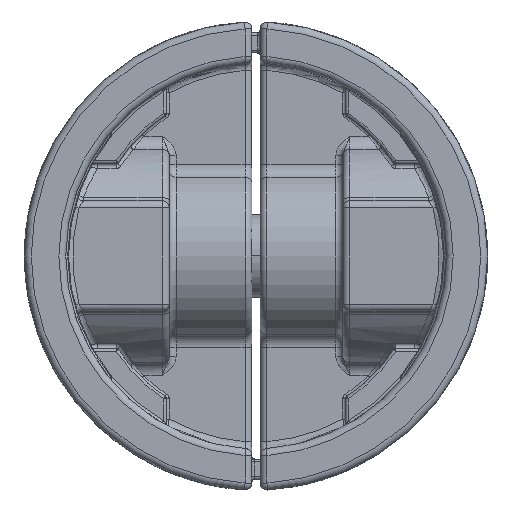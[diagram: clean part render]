
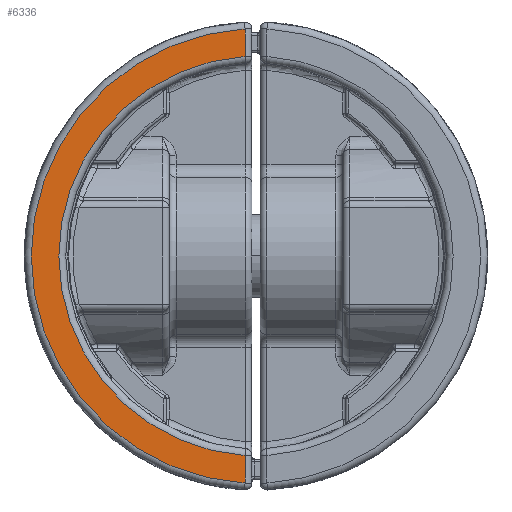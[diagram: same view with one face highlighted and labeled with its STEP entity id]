
A CAD part, left-side view. The second image highlights one B-rep face of the part: STEP entity #6336.
In plain terms, the highlighted face is planar.
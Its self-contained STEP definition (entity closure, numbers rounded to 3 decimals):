
#439 = ORIENTED_EDGE ( 'NONE', *, *, #1704, .T. ) ;
#481 = DIRECTION ( 'NONE',  ( 0., 0., 1. ) ) ;
#1424 = VERTEX_POINT ( 'NONE', #1564 ) ;
#1451 = CARTESIAN_POINT ( 'NONE',  ( 16.993, 45.75, -0.5 ) ) ;
#1564 = CARTESIAN_POINT ( 'NONE',  ( -16.47, 45.75, -0.5 ) ) ;
#1704 = EDGE_CURVE ( 'NONE', #4104, #4781, #6367, .T. ) ;
#1902 = CARTESIAN_POINT ( 'NONE',  ( 0., 45.75, 0.5 ) ) ;
#2064 = DIRECTION ( 'NONE',  ( 0., -1., 0. ) ) ;
#2187 = CARTESIAN_POINT ( 'NONE',  ( 0., 45.75, 0.5 ) ) ;
#2566 = DIRECTION ( 'NONE',  ( 1., 0., 0. ) ) ;
#3232 = DIRECTION ( 'NONE',  ( 0., 0., 1. ) ) ;
#3439 = CARTESIAN_POINT ( 'NONE',  ( -14.465, 45.75, -0.5 ) ) ;
#3473 = ORIENTED_EDGE ( 'NONE', *, *, #9831, .T. ) ;
#4104 = VERTEX_POINT ( 'NONE', #3439 ) ;
#4471 = VERTEX_POINT ( 'NONE', #9954 ) ;
#4781 = VERTEX_POINT ( 'NONE', #12526 ) ;
#4925 = LINE ( 'NONE', #1451, #12543 ) ;
#5831 = AXIS2_PLACEMENT_3D ( 'NONE', #8046, #2064, #9076 ) ;
#5988 = FACE_OUTER_BOUND ( 'NONE', #6033, .T. ) ;
#6033 = EDGE_LOOP ( 'NONE', ( #9876, #8970, #3473, #439 ) ) ;
#6321 = AXIS2_PLACEMENT_3D ( 'NONE', #2187, #9196, #3232 ) ;
#6336 = ADVANCED_FACE ( 'NONE', ( #5988 ), #6904, .T. ) ;
#6367 = CIRCLE ( 'NONE', #5831, 14.5 ) ;
#6508 = DIRECTION ( 'NONE',  ( 0., 1., 0. ) ) ;
#6904 = PLANE ( 'NONE',  #12484 ) ;
#7434 = DIRECTION ( 'NONE',  ( 1., 0., 0. ) ) ;
#7634 = EDGE_CURVE ( 'NONE', #4471, #1424, #8986, .T. ) ;
#7971 = EDGE_CURVE ( 'NONE', #4781, #4471, #4925, .T. ) ;
#8046 = CARTESIAN_POINT ( 'NONE',  ( 0., 45.75, 0.5 ) ) ;
#8609 = CARTESIAN_POINT ( 'NONE',  ( -13.991, 45.75, -0.5 ) ) ;
#8970 = ORIENTED_EDGE ( 'NONE', *, *, #7634, .T. ) ;
#8986 = CIRCLE ( 'NONE', #6321, 16.5 ) ;
#9076 = DIRECTION ( 'NONE',  ( 0., 0., 1. ) ) ;
#9196 = DIRECTION ( 'NONE',  ( 0., 1., 0. ) ) ;
#9831 = EDGE_CURVE ( 'NONE', #1424, #4104, #11953, .T. ) ;
#9876 = ORIENTED_EDGE ( 'NONE', *, *, #7971, .T. ) ;
#9902 = VECTOR ( 'NONE', #2566, 1000. ) ;
#9954 = CARTESIAN_POINT ( 'NONE',  ( 16.47, 45.75, -0.5 ) ) ;
#11953 = LINE ( 'NONE', #8609, #9902 ) ;
#12484 = AXIS2_PLACEMENT_3D ( 'NONE', #1902, #6508, #481 ) ;
#12526 = CARTESIAN_POINT ( 'NONE',  ( 14.465, 45.75, -0.5 ) ) ;
#12543 = VECTOR ( 'NONE', #7434, 1000. ) ;
